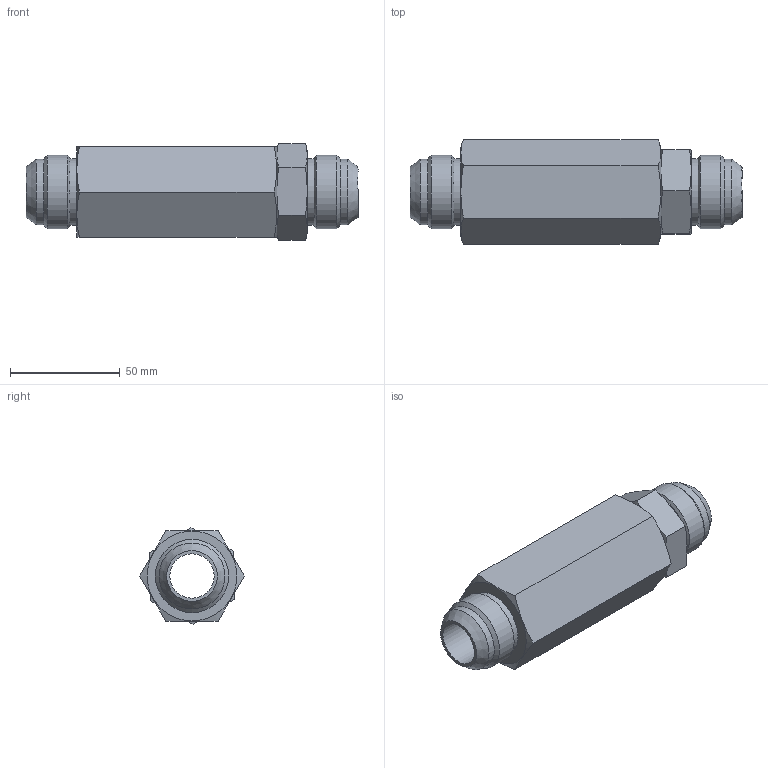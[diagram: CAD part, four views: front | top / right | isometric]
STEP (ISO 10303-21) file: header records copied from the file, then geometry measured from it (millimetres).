
FILE_DESCRIPTION(/* description */ (''),/* implementation_level */ '2;1');
FILE_NAME(/* name */ '10412-616.stp',/* time_stamp */ '2016-08-26T08:55:13-05:00',/* author */ ('jmc'),/* organization */ (''),/* preprocessor_version */ 'ST-DEVELOPER v16.1',/* originating_system */ 'Autodesk Inventor 2016',/* authorisation */ '');
FILE_SCHEMA (('AUTOMOTIVE_DESIGN { 1 0 10303 214 3 1 1 }'));
Length unit declared in the file: inch
Products named in the file (3): 320114; 990170; 10412-616
Assembly tree (2 placements, depth 2):
  10412-616
    320114
    990170
Bounding box: 151.28 x 47.66 x 43.98 mm (x, y, z)
Volume: 114549.6 mm3; surface area: 38912.1 mm2
Topology: 3 solids, 3 shells, 66 faces, 135 edges, 81 vertices
Faces by surface type: cone 25, plane 24, cylinder 15, torus 2
Full cylindrical faces by diameter (mm): 20.244 x1, 21.438 x1, 28.575 x1, 29.362 x2, 30.048 x2, 30.404 x3, 30.734 x1, 31.039 x1, 33.325 x3
Entity records: 1576 total; most frequent: CARTESIAN_POINT 320, DIRECTION 260, ORIENTED_EDGE 202, AXIS2_PLACEMENT_3D 124, EDGE_LOOP 107, EDGE_CURVE 101, VERTEX_POINT 76, FACE_OUTER_BOUND 66
